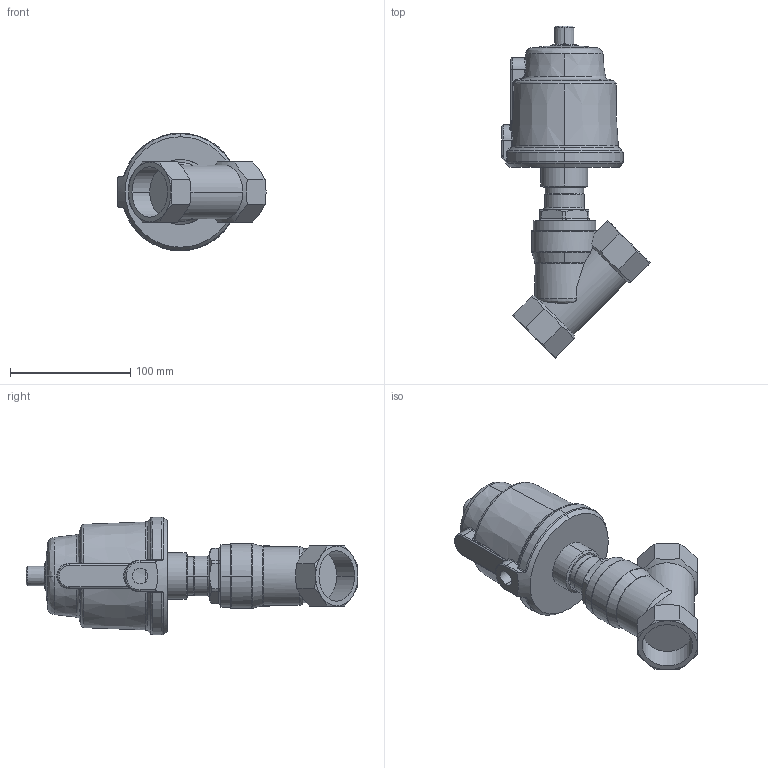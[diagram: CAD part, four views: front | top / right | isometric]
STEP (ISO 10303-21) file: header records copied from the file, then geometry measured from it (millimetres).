
FILE_DESCRIPTION (( 'STEP AP214' ), '1' );
FILE_NAME ('700 DN32 80mm.STEP', '2018-06-15T12:35:56', ( '' ), ( '' ), 'SwSTEP 2.0', 'SolidWorks 2015', '' );
FILE_SCHEMA (( 'AUTOMOTIVE_DESIGN' ));
Length unit declared in the file: millimetre
Products named in the file (1): 700 DN32 80mm
Bounding box: 123.42 x 276.53 x 98.02 mm (x, y, z)
Surface area: 80037.9 mm2 (no closed solid volume)
Topology: 0 solids, 3 shells, 192 faces, 475 edges, 285 vertices
Faces by surface type: cone 57, bspline 53, cylinder 44, plane 38
Entity records: 10315 total; most frequent: CARTESIAN_POINT 4078, ORIENTED_EDGE 926, DIRECTION 773, EDGE_CURVE 467, AXIS2_PLACEMENT_3D 330, VERTEX_POINT 285, EDGE_LOOP 200, UNCERTAINTY_MEASURE_WITH_UNIT 195
